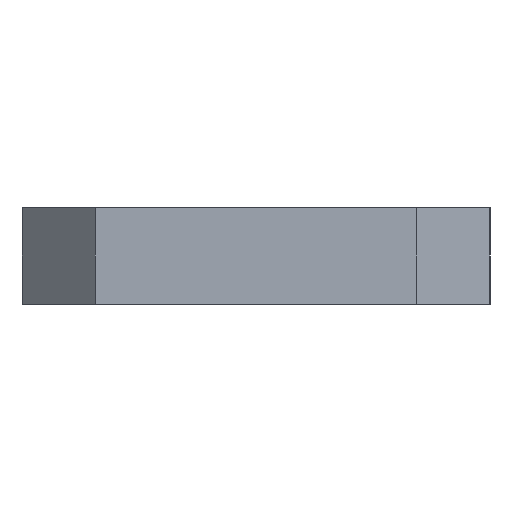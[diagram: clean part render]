
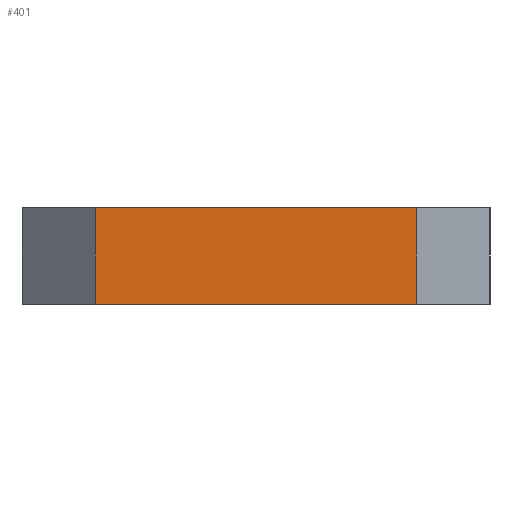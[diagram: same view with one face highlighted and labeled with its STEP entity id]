
A CAD part, left-side view. The second image highlights one B-rep face of the part: STEP entity #401.
In plain terms, the highlighted planar face has unit normal (-1, 0, 0).
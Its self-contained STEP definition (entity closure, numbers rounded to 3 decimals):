
#39=FACE_OUTER_BOUND('',#62,.T.);
#62=EDGE_LOOP('',(#327,#328,#329,#330));
#82=LINE('',#570,#132);
#109=LINE('',#630,#159);
#110=LINE('',#633,#160);
#111=LINE('',#634,#161);
#132=VECTOR('',#464,10.);
#159=VECTOR('',#517,10.);
#160=VECTOR('',#520,10.);
#161=VECTOR('',#521,10.);
#181=VERTEX_POINT('',#567);
#182=VERTEX_POINT('',#569);
#202=VERTEX_POINT('',#628);
#203=VERTEX_POINT('',#632);
#218=EDGE_CURVE('',#182,#181,#82,.T.);
#249=EDGE_CURVE('',#181,#202,#109,.T.);
#250=EDGE_CURVE('',#203,#202,#110,.T.);
#251=EDGE_CURVE('',#182,#203,#111,.T.);
#327=ORIENTED_EDGE('',*,*,#218,.T.);
#328=ORIENTED_EDGE('',*,*,#249,.T.);
#329=ORIENTED_EDGE('',*,*,#250,.F.);
#330=ORIENTED_EDGE('',*,*,#251,.F.);
#381=PLANE('',#439);
#401=ADVANCED_FACE('',(#39),#381,.T.);
#439=AXIS2_PLACEMENT_3D('',#631,#518,#519);
#464=DIRECTION('',(0.,1.,0.));
#517=DIRECTION('',(0.,0.,-1.));
#518=DIRECTION('center_axis',(-1.,0.,0.));
#519=DIRECTION('ref_axis',(0.,1.,0.));
#520=DIRECTION('',(0.,1.,0.));
#521=DIRECTION('',(0.,0.,-1.));
#567=CARTESIAN_POINT('',(-85.686,-105.8,4.652));
#569=CARTESIAN_POINT('',(-85.686,-119.8,4.652));
#570=CARTESIAN_POINT('',(-85.686,-124.652,4.652));
#628=CARTESIAN_POINT('',(-85.686,-105.8,0.452));
#630=CARTESIAN_POINT('',(-85.686,-105.8,4.652));
#631=CARTESIAN_POINT('Origin',(-85.686,-119.8,4.652));
#632=CARTESIAN_POINT('',(-85.686,-119.8,0.452));
#633=CARTESIAN_POINT('',(-85.686,-124.652,0.452));
#634=CARTESIAN_POINT('',(-85.686,-119.8,4.652));
